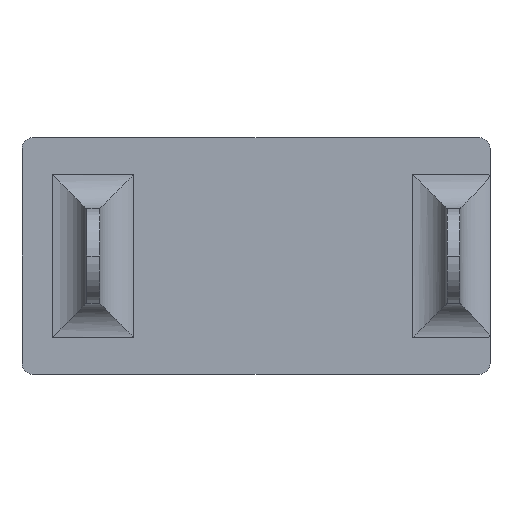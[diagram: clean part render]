
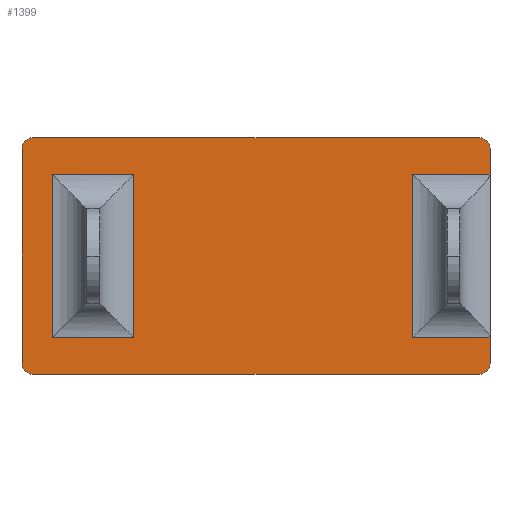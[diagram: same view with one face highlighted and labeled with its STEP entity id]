
A CAD part, front view. The second image highlights one B-rep face of the part: STEP entity #1399.
In plain terms, the highlighted planar face has unit normal (0, -1, 0).
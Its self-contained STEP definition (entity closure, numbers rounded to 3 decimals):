
#25 = AXIS2_PLACEMENT_3D ( 'NONE', #316, #753, #658 ) ;
#30 = PLANE ( 'NONE',  #1708 ) ;
#51 = AXIS2_PLACEMENT_3D ( 'NONE', #374, #668, #1238 ) ;
#57 = DIRECTION ( 'NONE',  ( 0., 0., 1. ) ) ;
#62 = ORIENTED_EDGE ( 'NONE', *, *, #815, .T. ) ;
#68 = ORIENTED_EDGE ( 'NONE', *, *, #1379, .T. ) ;
#80 = ORIENTED_EDGE ( 'NONE', *, *, #1490, .T. ) ;
#95 = VERTEX_POINT ( 'NONE', #1718 ) ;
#148 = FACE_OUTER_BOUND ( 'NONE', #512, .T. ) ;
#160 = ORIENTED_EDGE ( 'NONE', *, *, #281, .T. ) ;
#168 = VECTOR ( 'NONE', #727, 1000. ) ;
#183 = EDGE_CURVE ( 'NONE', #311, #1404, #1637, .T. ) ;
#209 = DIRECTION ( 'NONE',  ( 0., 0., -1. ) ) ;
#221 = CARTESIAN_POINT ( 'NONE',  ( 47.925, 0., -27.5 ) ) ;
#222 = EDGE_CURVE ( 'NONE', #1058, #588, #354, .T. ) ;
#231 = VERTEX_POINT ( 'NONE', #1513 ) ;
#242 = LINE ( 'NONE', #1089, #751 ) ;
#251 = LINE ( 'NONE', #827, #660 ) ;
#253 = CARTESIAN_POINT ( 'NONE',  ( -40.425, 0., 19. ) ) ;
#257 = ORIENTED_EDGE ( 'NONE', *, *, #836, .T. ) ;
#266 = VECTOR ( 'NONE', #548, 1000. ) ;
#273 = EDGE_CURVE ( 'NONE', #1560, #1858, #830, .T. ) ;
#281 = EDGE_CURVE ( 'NONE', #1417, #1638, #822, .T. ) ;
#290 = CARTESIAN_POINT ( 'NONE',  ( -51.425, 0., 11. ) ) ;
#311 = VERTEX_POINT ( 'NONE', #221 ) ;
#316 = CARTESIAN_POINT ( 'NONE',  ( 47.925, 0., 25. ) ) ;
#330 = DIRECTION ( 'NONE',  ( 0., 0., 1. ) ) ;
#338 = EDGE_CURVE ( 'NONE', #311, #908, #1771, .T. ) ;
#354 = CIRCLE ( 'NONE', #25, 2.5 ) ;
#374 = CARTESIAN_POINT ( 'NONE',  ( 47.925, 0., -25. ) ) ;
#397 = VERTEX_POINT ( 'NONE', #861 ) ;
#409 = LINE ( 'NONE', #835, #841 ) ;
#419 = DIRECTION ( 'NONE',  ( 0., 0., 1. ) ) ;
#452 = CARTESIAN_POINT ( 'NONE',  ( 43.425, 0., 19. ) ) ;
#471 = VECTOR ( 'NONE', #590, 1000. ) ;
#501 = ORIENTED_EDGE ( 'NONE', *, *, #1288, .T. ) ;
#506 = VECTOR ( 'NONE', #1543, 1000. ) ;
#512 = EDGE_LOOP ( 'NONE', ( #798, #501, #1272, #739, #648, #888, #62, #80, #1386, #1365, #546, #781 ) ) ;
#525 = EDGE_LOOP ( 'NONE', ( #1376, #68, #160, #257 ) ) ;
#543 = CARTESIAN_POINT ( 'NONE',  ( 50.425, 0., -25. ) ) ;
#546 = ORIENTED_EDGE ( 'NONE', *, *, #1267, .T. ) ;
#548 = DIRECTION ( 'NONE',  ( 0., 0., 1. ) ) ;
#557 = CARTESIAN_POINT ( 'NONE',  ( -55.975, 0., -25. ) ) ;
#561 = CIRCLE ( 'NONE', #652, 2.5 ) ;
#588 = VERTEX_POINT ( 'NONE', #1341 ) ;
#590 = DIRECTION ( 'NONE',  ( 1., 0., 0. ) ) ;
#610 = CARTESIAN_POINT ( 'NONE',  ( -55.975, 0., -27.5 ) ) ;
#648 = ORIENTED_EDGE ( 'NONE', *, *, #183, .F. ) ;
#652 = AXIS2_PLACEMENT_3D ( 'NONE', #1423, #1296, #1537 ) ;
#658 = DIRECTION ( 'NONE',  ( 0., 0., 1. ) ) ;
#660 = VECTOR ( 'NONE', #57, 1000. ) ;
#668 = DIRECTION ( 'NONE',  ( 0., -1., 0. ) ) ;
#671 = CARTESIAN_POINT ( 'NONE',  ( -43.425, 0., -19. ) ) ;
#679 = VERTEX_POINT ( 'NONE', #1519 ) ;
#683 = DIRECTION ( 'NONE',  ( 1., 0., 0. ) ) ;
#695 = CARTESIAN_POINT ( 'NONE',  ( -58.475, 0., 27.5 ) ) ;
#700 = CARTESIAN_POINT ( 'NONE',  ( 50.425, 0., -27.5 ) ) ;
#727 = DIRECTION ( 'NONE',  ( 0., 0., 1. ) ) ;
#734 = EDGE_CURVE ( 'NONE', #1684, #1400, #242, .T. ) ;
#739 = ORIENTED_EDGE ( 'NONE', *, *, #873, .T. ) ;
#751 = VECTOR ( 'NONE', #209, 1000. ) ;
#753 = DIRECTION ( 'NONE',  ( 0., -1., 0. ) ) ;
#768 = CARTESIAN_POINT ( 'NONE',  ( 32.425, 0., -19. ) ) ;
#781 = ORIENTED_EDGE ( 'NONE', *, *, #222, .T. ) ;
#798 = ORIENTED_EDGE ( 'NONE', *, *, #849, .F. ) ;
#812 = VECTOR ( 'NONE', #1250, 1000. ) ;
#815 = EDGE_CURVE ( 'NONE', #908, #95, #251, .T. ) ;
#816 = LINE ( 'NONE', #671, #812 ) ;
#822 = LINE ( 'NONE', #253, #1558 ) ;
#827 = CARTESIAN_POINT ( 'NONE',  ( 50.425, 0., -27.5 ) ) ;
#830 = LINE ( 'NONE', #1225, #506 ) ;
#835 = CARTESIAN_POINT ( 'NONE',  ( -32.425, 0., -11. ) ) ;
#836 = EDGE_CURVE ( 'NONE', #1638, #231, #409, .T. ) ;
#841 = VECTOR ( 'NONE', #1146, 1000. ) ;
#849 = EDGE_CURVE ( 'NONE', #1534, #588, #1013, .T. ) ;
#861 = CARTESIAN_POINT ( 'NONE',  ( -51.425, 0., -19. ) ) ;
#868 = FACE_BOUND ( 'NONE', #525, .T. ) ;
#873 = EDGE_CURVE ( 'NONE', #1400, #1404, #1530, .T. ) ;
#884 = CARTESIAN_POINT ( 'NONE',  ( -58.475, 0., 25. ) ) ;
#888 = ORIENTED_EDGE ( 'NONE', *, *, #338, .T. ) ;
#901 = VECTOR ( 'NONE', #683, 1000. ) ;
#908 = VERTEX_POINT ( 'NONE', #543 ) ;
#1013 = LINE ( 'NONE', #695, #901 ) ;
#1024 = CARTESIAN_POINT ( 'NONE',  ( 50.425, 0., 25. ) ) ;
#1030 = DIRECTION ( 'NONE',  ( 0., 1., 0. ) ) ;
#1058 = VERTEX_POINT ( 'NONE', #1024 ) ;
#1083 = DIRECTION ( 'NONE',  ( 1., 0., 0. ) ) ;
#1089 = CARTESIAN_POINT ( 'NONE',  ( -58.475, 0., 27.5 ) ) ;
#1094 = LINE ( 'NONE', #1649, #1406 ) ;
#1125 = DIRECTION ( 'NONE',  ( 0., -1., 0. ) ) ;
#1146 = DIRECTION ( 'NONE',  ( 0., 0., -1. ) ) ;
#1206 = EDGE_CURVE ( 'NONE', #231, #397, #816, .T. ) ;
#1225 = CARTESIAN_POINT ( 'NONE',  ( 32.425, 0., 11. ) ) ;
#1238 = DIRECTION ( 'NONE',  ( 0., 0., 1. ) ) ;
#1250 = DIRECTION ( 'NONE',  ( -1., 0., 0. ) ) ;
#1267 = EDGE_CURVE ( 'NONE', #679, #1058, #1283, .T. ) ;
#1272 = ORIENTED_EDGE ( 'NONE', *, *, #734, .T. ) ;
#1283 = LINE ( 'NONE', #700, #266 ) ;
#1288 = EDGE_CURVE ( 'NONE', #1534, #1684, #561, .T. ) ;
#1296 = DIRECTION ( 'NONE',  ( 0., -1., 0. ) ) ;
#1303 = CARTESIAN_POINT ( 'NONE',  ( -32.425, 0., 19. ) ) ;
#1341 = CARTESIAN_POINT ( 'NONE',  ( 47.925, 0., 27.5 ) ) ;
#1365 = ORIENTED_EDGE ( 'NONE', *, *, #1700, .T. ) ;
#1369 = CARTESIAN_POINT ( 'NONE',  ( -55.975, 0., 27.5 ) ) ;
#1376 = ORIENTED_EDGE ( 'NONE', *, *, #1206, .T. ) ;
#1379 = EDGE_CURVE ( 'NONE', #397, #1417, #1581, .T. ) ;
#1386 = ORIENTED_EDGE ( 'NONE', *, *, #273, .T. ) ;
#1399 = ADVANCED_FACE ( 'NONE', ( #868, #148 ), #30, .F. ) ;
#1400 = VERTEX_POINT ( 'NONE', #1609 ) ;
#1404 = VERTEX_POINT ( 'NONE', #610 ) ;
#1406 = VECTOR ( 'NONE', #1632, 1000. ) ;
#1417 = VERTEX_POINT ( 'NONE', #1480 ) ;
#1423 = CARTESIAN_POINT ( 'NONE',  ( -55.975, 0., 25. ) ) ;
#1458 = DIRECTION ( 'NONE',  ( -1., 0., 0. ) ) ;
#1480 = CARTESIAN_POINT ( 'NONE',  ( -51.425, 0., 19. ) ) ;
#1490 = EDGE_CURVE ( 'NONE', #95, #1560, #1094, .T. ) ;
#1493 = CARTESIAN_POINT ( 'NONE',  ( 32.425, 0., 19. ) ) ;
#1513 = CARTESIAN_POINT ( 'NONE',  ( -32.425, 0., -19. ) ) ;
#1519 = CARTESIAN_POINT ( 'NONE',  ( 50.425, 0., 19. ) ) ;
#1530 = CIRCLE ( 'NONE', #1623, 2.5 ) ;
#1534 = VERTEX_POINT ( 'NONE', #1369 ) ;
#1537 = DIRECTION ( 'NONE',  ( 0., 0., 1. ) ) ;
#1543 = DIRECTION ( 'NONE',  ( 0., 0., 1. ) ) ;
#1558 = VECTOR ( 'NONE', #1083, 1000. ) ;
#1560 = VERTEX_POINT ( 'NONE', #768 ) ;
#1581 = LINE ( 'NONE', #290, #168 ) ;
#1609 = CARTESIAN_POINT ( 'NONE',  ( -58.475, 0., -25. ) ) ;
#1623 = AXIS2_PLACEMENT_3D ( 'NONE', #557, #1125, #419 ) ;
#1632 = DIRECTION ( 'NONE',  ( -1., 0., 0. ) ) ;
#1637 = LINE ( 'NONE', #1779, #1709 ) ;
#1638 = VERTEX_POINT ( 'NONE', #1303 ) ;
#1649 = CARTESIAN_POINT ( 'NONE',  ( 40.425, 0., -19. ) ) ;
#1684 = VERTEX_POINT ( 'NONE', #884 ) ;
#1700 = EDGE_CURVE ( 'NONE', #1858, #679, #1744, .T. ) ;
#1708 = AXIS2_PLACEMENT_3D ( 'NONE', #1727, #1030, #330 ) ;
#1709 = VECTOR ( 'NONE', #1458, 1000. ) ;
#1718 = CARTESIAN_POINT ( 'NONE',  ( 50.425, 0., -19. ) ) ;
#1727 = CARTESIAN_POINT ( 'NONE',  ( 0., 0., 0. ) ) ;
#1744 = LINE ( 'NONE', #452, #471 ) ;
#1771 = CIRCLE ( 'NONE', #51, 2.5 ) ;
#1779 = CARTESIAN_POINT ( 'NONE',  ( 50.425, 0., -27.5 ) ) ;
#1858 = VERTEX_POINT ( 'NONE', #1493 ) ;
